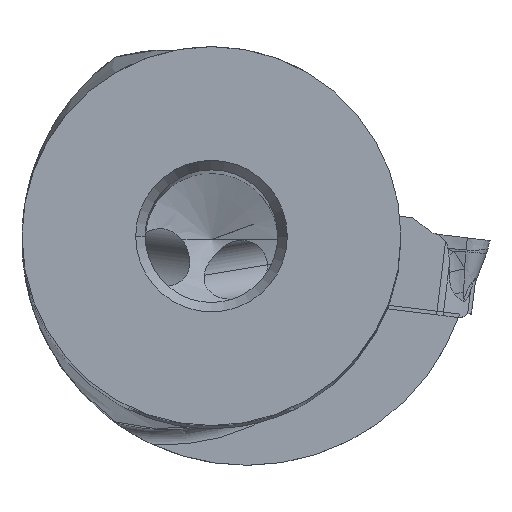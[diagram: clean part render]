
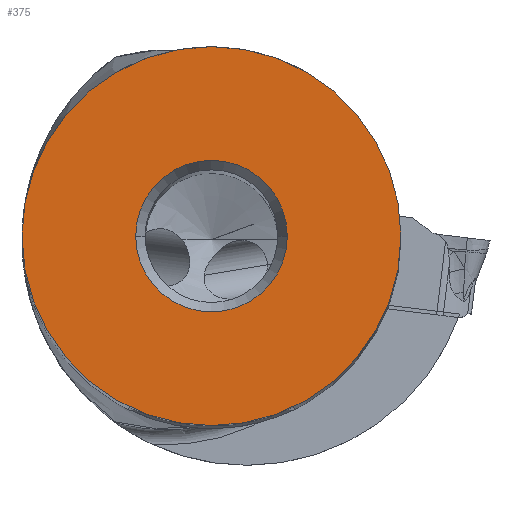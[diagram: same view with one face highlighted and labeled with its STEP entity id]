
A CAD part, top view. The second image highlights one B-rep face of the part: STEP entity #375.
In plain terms, the highlighted planar face has unit normal (0, 0, 1).
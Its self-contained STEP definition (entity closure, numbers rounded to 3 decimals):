
#38=FACE_BOUND('',#774,.T.);
#39=FACE_BOUND('',#775,.T.);
#375=ADVANCED_FACE('',(#38,#39),#428,.T.);
#428=PLANE('',#3707);
#774=EDGE_LOOP('',(#1749,#1750));
#775=EDGE_LOOP('',(#1751,#1752));
#1749=ORIENTED_EDGE('',*,*,#2627,.F.);
#1750=ORIENTED_EDGE('',*,*,#2628,.F.);
#1751=ORIENTED_EDGE('',*,*,#2626,.F.);
#1752=ORIENTED_EDGE('',*,*,#2624,.F.);
#2126=VERTEX_POINT('',#10862);
#2127=VERTEX_POINT('',#10864);
#2128=VERTEX_POINT('',#10870);
#2129=VERTEX_POINT('',#10871);
#2624=EDGE_CURVE('',#2126,#2127,#2992,.T.);
#2626=EDGE_CURVE('',#2127,#2126,#2993,.T.);
#2627=EDGE_CURVE('',#2128,#2129,#2994,.T.);
#2628=EDGE_CURVE('',#2129,#2128,#2995,.T.);
#2992=CIRCLE('',#3701,4.);
#2993=CIRCLE('',#3703,4.);
#2994=CIRCLE('',#3705,10.);
#2995=CIRCLE('',#3706,10.);
#3701=AXIS2_PLACEMENT_3D('',#10863,#4350,#4351);
#3703=AXIS2_PLACEMENT_3D('',#10867,#4355,#4356);
#3705=AXIS2_PLACEMENT_3D('',#10869,#4359,#4360);
#3706=AXIS2_PLACEMENT_3D('',#10872,#4361,#4362);
#3707=AXIS2_PLACEMENT_3D('',#10873,#4363,#4364);
#4350=DIRECTION('',(0.,0.,1.));
#4351=DIRECTION('',(1.,0.,0.));
#4355=DIRECTION('',(0.,0.,1.));
#4356=DIRECTION('',(-1.,0.,0.));
#4359=DIRECTION('',(0.,0.,-1.));
#4360=DIRECTION('',(-1.,0.,0.));
#4361=DIRECTION('',(0.,0.,-1.));
#4362=DIRECTION('',(1.,0.,0.));
#4363=DIRECTION('',(0.,0.,1.));
#4364=DIRECTION('',(1.,0.,0.));
#10862=CARTESIAN_POINT('',(4.,0.,0.));
#10863=CARTESIAN_POINT('',(0.,0.,0.));
#10864=CARTESIAN_POINT('',(-4.,0.,0.));
#10867=CARTESIAN_POINT('',(0.,0.,0.));
#10869=CARTESIAN_POINT('',(0.,0.,0.));
#10870=CARTESIAN_POINT('',(-10.,0.,0.));
#10871=CARTESIAN_POINT('',(10.,0.,0.));
#10872=CARTESIAN_POINT('',(0.,0.,0.));
#10873=CARTESIAN_POINT('',(0.,0.,0.));
